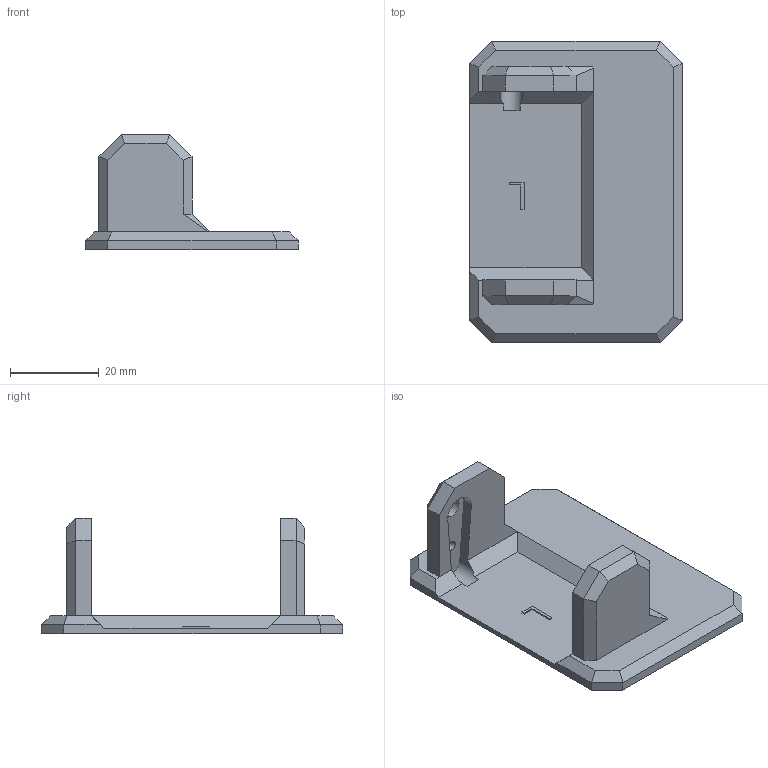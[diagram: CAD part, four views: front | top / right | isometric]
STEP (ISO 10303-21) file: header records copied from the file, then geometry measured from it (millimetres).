
FILE_DESCRIPTION(/* description */ (''),/* implementation_level */ '2;1');
FILE_NAME(/* name */ 'OttoDIY_CRO_Feet_L_ v1.step',/* time_stamp */ '2025-10-27T20:22:24+01:00',/* author */ (''),/* organization */ (''),/* preprocessor_version */ 'ST-DEVELOPER v20.1',/* originating_system */ 'Autodesk Translation Framework v14.17.0.0',/* authorisation */ '');
FILE_SCHEMA (('AUTOMOTIVE_DESIGN { 1 0 10303 214 3 1 1 }'));
Length unit declared in the file: millimetre
Products named in the file (1): OttoDIY_CRO_Feet
Bounding box: 48 x 68 x 26 mm (x, y, z)
Volume: 13853.4 mm3; surface area: 9338.1 mm2
Topology: 1 solids, 1 shells, 71 faces, 176 edges, 109 vertices
Faces by surface type: plane 64, cylinder 5, bspline 1, cone 1
Full cylindrical faces by diameter (mm): 2.2 x1, 4.5 x1, 5 x1
Entity records: 2116 total; most frequent: CARTESIAN_POINT 383, ORIENTED_EDGE 352, DIRECTION 334, EDGE_CURVE 176, LINE 160, VECTOR 160, VERTEX_POINT 109, AXIS2_PLACEMENT_3D 87
